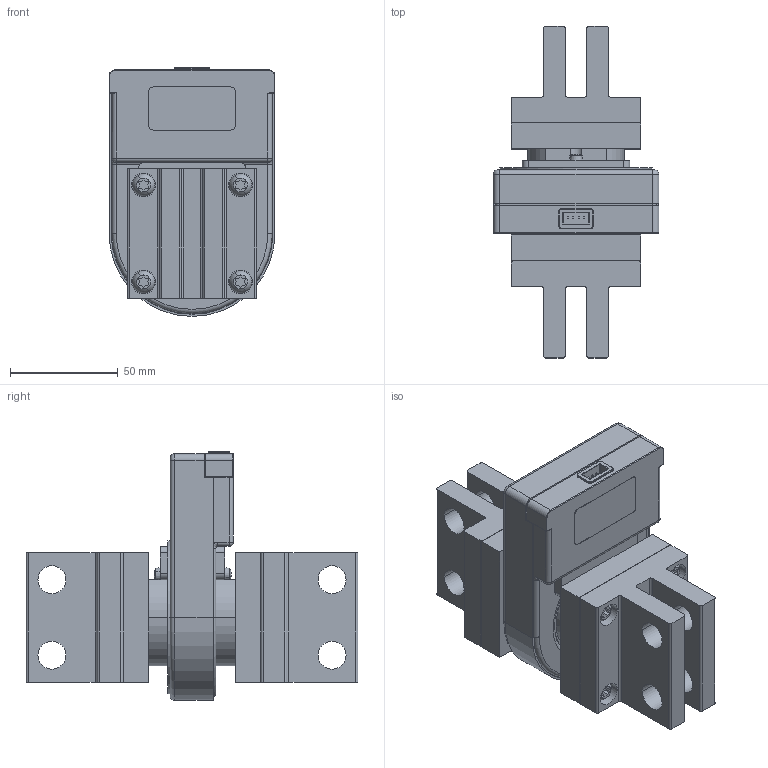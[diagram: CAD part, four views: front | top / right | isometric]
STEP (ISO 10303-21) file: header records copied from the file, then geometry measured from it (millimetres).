
FILE_DESCRIPTION(('CATIA V5 STEP Exchange'),'2;1');
FILE_NAME('1SDH001252R0302_1PA_001_00_CS_EXTERNAL_NEUTRAL_CONDUCTOR_E2.2_2500A.stp','2014-03-06T08:45:24+00:00',('none'),('none'),'CATIA Version 5 Release 20 SP 5 (IN-10)','CATIA V5 STEP AP214','none');
FILE_SCHEMA(('AUTOMOTIVE_DESIGN { 1 0 10303 214 1 1 1 1 }'));
Length unit declared in the file: millimetre
Products named in the file (1): 1SDH001252R0302_1PA_001_00_CS_EXTERNAL_NEUTRAL_CONDUCTOR_E2.2_2500A
Bounding box: 77 x 154 x 115.5 mm (x, y, z)
Volume: 466268.1 mm3; surface area: 140691.8 mm2
Topology: 26 solids, 26 shells, 593 faces, 1448 edges, 930 vertices
Faces by surface type: plane 310, cylinder 219, torus 31, sphere 24, cone 6, bspline 3
Entity records: 16896 total; most frequent: CARTESIAN_POINT 3303, ORIENTED_EDGE 2884, DIRECTION 2343, EDGE_CURVE 1442, AXIS2_PLACEMENT_3D 982, VERTEX_POINT 930, VECTOR 884, LINE 884
